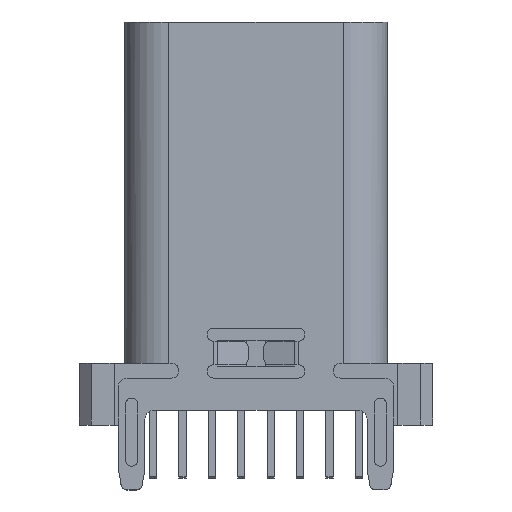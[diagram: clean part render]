
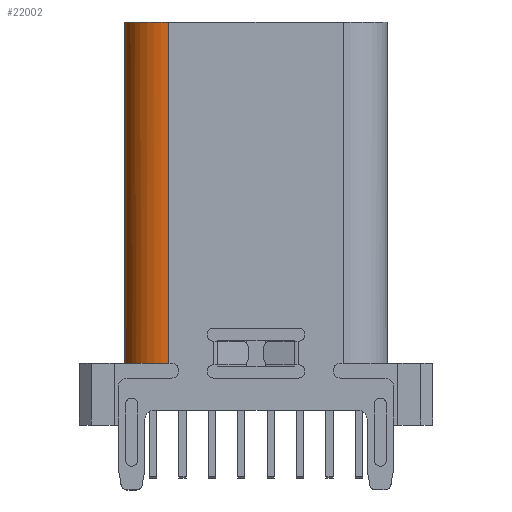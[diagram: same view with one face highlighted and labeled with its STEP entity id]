
A CAD part, top view. The second image highlights one B-rep face of the part: STEP entity #22002.
In plain terms, the highlighted cylindrical face has radius 1.5 mm (diameter 3 mm), a partial arc.
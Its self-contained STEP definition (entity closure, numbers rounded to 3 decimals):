
#1081 = VERTEX_POINT ( 'NONE', #14200 ) ;
#1152 = VERTEX_POINT ( 'NONE', #14180 ) ;
#3076 = EDGE_CURVE ( 'NONE', #4873, #1152, #5808, .T. ) ;
#3125 = EDGE_CURVE ( 'NONE', #1081, #4212, #6922, .T. ) ;
#3126 = EDGE_CURVE ( 'NONE', #4216, #4212, #6928, .T. ) ;
#3127 = EDGE_CURVE ( 'NONE', #4216, #4873, #6929, .T. ) ;
#3686 = ORIENTED_EDGE ( 'NONE', *, *, #22892, .T. ) ;
#3687 = ORIENTED_EDGE ( 'NONE', *, *, #3125, .T. ) ;
#3688 = ORIENTED_EDGE ( 'NONE', *, *, #3126, .F. ) ;
#3689 = ORIENTED_EDGE ( 'NONE', *, *, #3127, .T. ) ;
#3690 = ORIENTED_EDGE ( 'NONE', *, *, #3076, .T. ) ;
#4212 = VERTEX_POINT ( 'NONE', #9038 ) ;
#4216 = VERTEX_POINT ( 'NONE', #9042 ) ;
#4429 = AXIS2_PLACEMENT_3D ( 'NONE', #6741, #6742, #6743 ) ;
#4430 = AXIS2_PLACEMENT_3D ( 'NONE', #6746, #6747, #6748 ) ;
#4873 = VERTEX_POINT ( 'NONE', #9545 ) ;
#5808 = LINE ( 'NONE', #6627, #5811 ) ;
#5811 = VECTOR ( 'NONE', #6628, 1000. ) ;
#6627 = CARTESIAN_POINT ( 'NONE',  ( -2.661, 20.348, 2.004 ) ) ;
#6628 = DIRECTION ( 'NONE',  ( 0., -1., 0. ) ) ;
#6734 = DIRECTION ( 'NONE',  ( 0., -1., 0. ) ) ;
#6738 = CARTESIAN_POINT ( 'NONE',  ( -1.161, 20.348, 3.504 ) ) ;
#6741 = CARTESIAN_POINT ( 'NONE',  ( -1.161, 5.348, 2.004 ) ) ;
#6742 = DIRECTION ( 'NONE',  ( 0., 1., 0. ) ) ;
#6743 = DIRECTION ( 'NONE',  ( 0., 0., -1. ) ) ;
#6746 = CARTESIAN_POINT ( 'NONE',  ( -1.161, 16.948, 2.004 ) ) ;
#6747 = DIRECTION ( 'NONE',  ( 0., -1., 0. ) ) ;
#6748 = DIRECTION ( 'NONE',  ( 0., 0., -1. ) ) ;
#6922 = CIRCLE ( 'NONE', #4429, 1.5 ) ;
#6928 = LINE ( 'NONE', #6738, #6930 ) ;
#6929 = CIRCLE ( 'NONE', #4430, 1.5 ) ;
#6930 = VECTOR ( 'NONE', #6734, 1000. ) ;
#9038 = CARTESIAN_POINT ( 'NONE',  ( -1.161, 5.348, 3.504 ) ) ;
#9042 = CARTESIAN_POINT ( 'NONE',  ( -1.161, 16.948, 3.504 ) ) ;
#9545 = CARTESIAN_POINT ( 'NONE',  ( -2.661, 16.948, 2.004 ) ) ;
#10088 = FACE_OUTER_BOUND ( 'NONE', #23033, .T. ) ;
#10096 = CYLINDRICAL_SURFACE ( 'NONE', #10975, 1.5 ) ;
#10482 = DIRECTION ( 'NONE',  ( 0., -1., 0. ) ) ;
#10494 = CARTESIAN_POINT ( 'NONE',  ( -1.161, 20.348, 2.004 ) ) ;
#10502 = DIRECTION ( 'NONE',  ( 0., 0., -1. ) ) ;
#10975 = AXIS2_PLACEMENT_3D ( 'NONE', #10494, #10482, #10502 ) ;
#14180 = CARTESIAN_POINT ( 'NONE',  ( -2.661, 5.348, 2.004 ) ) ;
#14200 = CARTESIAN_POINT ( 'NONE',  ( -2.099, 5.348, 3.174 ) ) ;
#21320 = CARTESIAN_POINT ( 'NONE',  ( -2.661, 5.348, 2.228 ) ) ;
#21326 = CARTESIAN_POINT ( 'NONE',  ( -2.661, 5.348, 2.004 ) ) ;
#21335 = CARTESIAN_POINT ( 'NONE',  ( -2.61, 5.348, 2.451 ) ) ;
#21336 = CARTESIAN_POINT ( 'NONE',  ( -2.416, 5.348, 2.855 ) ) ;
#21337 = CARTESIAN_POINT ( 'NONE',  ( -2.274, 5.348, 3.034 ) ) ;
#21338 = CARTESIAN_POINT ( 'NONE',  ( -2.099, 5.348, 3.174 ) ) ;
#21683 = B_SPLINE_CURVE_WITH_KNOTS ( 'NONE', 3,
 ( #21326, #21320, #21335, #21336, #21337, #21338 ),
 .UNSPECIFIED., .F., .F.,
 ( 4, 2, 4 ),
 ( 0., 0.5, 1. ),
 .UNSPECIFIED. ) ;
#22002 = ADVANCED_FACE ( 'NONE', ( #10088 ), #10096, .T. ) ;
#22892 = EDGE_CURVE ( 'NONE', #1152, #1081, #21683, .T. ) ;
#23033 = EDGE_LOOP ( 'NONE', ( #3686, #3687, #3688, #3689, #3690 ) ) ;
